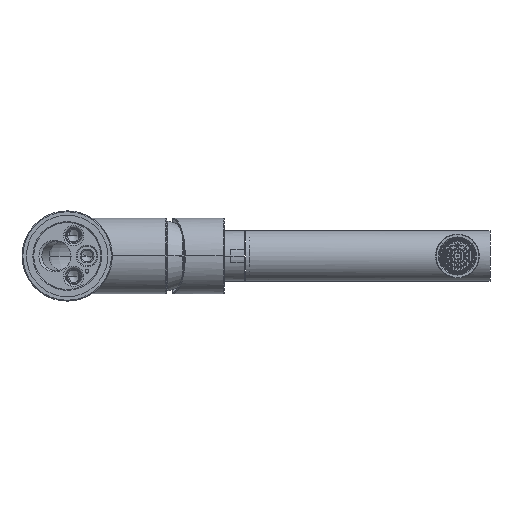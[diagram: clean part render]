
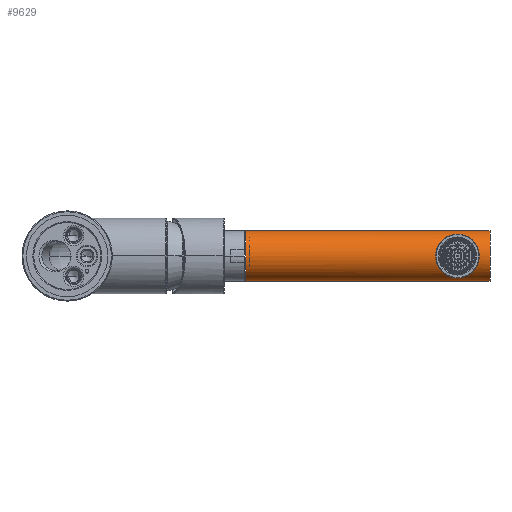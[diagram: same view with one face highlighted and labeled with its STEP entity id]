
A CAD part, front view. The second image highlights one B-rep face of the part: STEP entity #9629.
In plain terms, the highlighted cylindrical face has radius 13.95 mm (diameter 27.9 mm), a partial arc.
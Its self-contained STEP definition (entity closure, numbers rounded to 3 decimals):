
#8801=CARTESIAN_POINT('',(0.,0.,-135.));
#8802=DIRECTION('',(0.,0.,1.));
#8803=DIRECTION('',(1.,0.,0.));
#8804=AXIS2_PLACEMENT_3D('',#8801,#8802,#8803);
#8821=DIRECTION('',(0.,0.,-1.));
#8822=VECTOR('',#8821,135.);
#8823=CARTESIAN_POINT('',(-13.95,0.,0.));
#8824=LINE('',#8823,#8822);
#8825=CARTESIAN_POINT('',(0.,13.95,-5.9));
#8826=CARTESIAN_POINT('',(0.321,13.95,-5.9));
#8827=CARTESIAN_POINT('',(0.966,13.928,
-5.926));
#8828=CARTESIAN_POINT('',(1.931,13.827,-6.042));
#8829=CARTESIAN_POINT('',(2.9,13.657,-6.239));
#8830=CARTESIAN_POINT('',(3.868,13.416,-6.52));
#8831=CARTESIAN_POINT('',(4.835,13.099,-6.892));
#8832=CARTESIAN_POINT('',(5.797,12.703,-7.36));
#8833=CARTESIAN_POINT('',(6.749,12.225,-7.936));
#8834=CARTESIAN_POINT('',(7.677,11.665,-8.623));
#8835=CARTESIAN_POINT('',(8.569,11.026,-9.428));
#8836=CARTESIAN_POINT('',(9.407,10.32,-10.354));
#8837=CARTESIAN_POINT('',(10.158,9.579,-11.386));
#8838=CARTESIAN_POINT('',(10.77,8.88,-12.442));
#8839=CARTESIAN_POINT('',(11.238,8.274,-13.473));
#8840=CARTESIAN_POINT('',(11.574,7.793,-14.428));
#8841=CARTESIAN_POINT('',(11.807,7.432,-15.308));
#8842=CARTESIAN_POINT('',(11.963,7.178,-16.124));
#8843=CARTESIAN_POINT('',(12.057,7.017,-16.891));
#8844=CARTESIAN_POINT('',(12.101,6.94,-17.622));
#8845=CARTESIAN_POINT('',(12.102,6.938,-18.349));
#8846=CARTESIAN_POINT('',(12.059,7.013,-19.084));
#8847=CARTESIAN_POINT('',(11.968,7.169,-19.841));
#8848=CARTESIAN_POINT('',(11.816,7.418,-20.655));
#8849=CARTESIAN_POINT('',(11.584,7.778,-21.539));
#8850=CARTESIAN_POINT('',(11.247,8.261,-22.505));
#8851=CARTESIAN_POINT('',(10.777,8.872,-23.545));
#8852=CARTESIAN_POINT('',(10.161,9.576,-24.611));
#8853=CARTESIAN_POINT('',(9.408,10.319,-25.645));
#8854=CARTESIAN_POINT('',(8.572,11.024,-26.569));
#8855=CARTESIAN_POINT('',(7.679,11.663,-27.376));
#8856=CARTESIAN_POINT('',(6.75,12.224,-28.064));
#8857=CARTESIAN_POINT('',(5.8,12.702,-28.638));
#8858=CARTESIAN_POINT('',(4.837,13.098,-29.108));
#8859=CARTESIAN_POINT('',(3.87,13.415,-29.479));
#8860=CARTESIAN_POINT('',(2.901,13.657,-29.761));
#8861=CARTESIAN_POINT('',(1.932,13.827,-29.958));
#8862=CARTESIAN_POINT('',(0.966,13.928,
-30.074));
#8863=CARTESIAN_POINT('',(0.321,13.95,-30.1));
#8864=CARTESIAN_POINT('',(0.,13.95,-30.1));
#8866=DIRECTION('',(0.,0.,-1.));
#8867=VECTOR('',#8866,135.);
#8868=CARTESIAN_POINT('',(13.95,0.,0.));
#8869=LINE('',#8868,#8867);
#8875=CARTESIAN_POINT('',(0.,0.,0.));
#8876=DIRECTION('',(0.,0.,-1.));
#8877=DIRECTION('',(-1.,0.,0.));
#8878=AXIS2_PLACEMENT_3D('',#8875,#8876,#8877);
#8880=CARTESIAN_POINT('',(0.,13.95,-5.9));
#8881=CARTESIAN_POINT('',(-0.321,13.95,-5.9));
#8882=CARTESIAN_POINT('',(-0.966,13.928,
-5.926));
#8883=CARTESIAN_POINT('',(-1.932,13.827,
-6.042));
#8884=CARTESIAN_POINT('',(-2.9,13.657,
-6.239));
#8885=CARTESIAN_POINT('',(-3.869,13.415,
-6.52));
#8886=CARTESIAN_POINT('',(-4.836,13.098,
-6.892));
#8887=CARTESIAN_POINT('',(-5.798,12.703,
-7.361));
#8888=CARTESIAN_POINT('',(-6.749,12.224,
-7.936));
#8889=CARTESIAN_POINT('',(-7.678,11.664,
-8.623));
#8890=CARTESIAN_POINT('',(-8.57,11.026,
-9.429));
#8891=CARTESIAN_POINT('',(-9.407,10.32,
-10.354));
#8892=CARTESIAN_POINT('',(-10.159,9.577,
-11.387));
#8893=CARTESIAN_POINT('',(-10.771,8.879,
-12.444));
#8894=CARTESIAN_POINT('',(-11.238,8.274,
-13.473));
#8895=CARTESIAN_POINT('',(-11.573,7.794,
-14.426));
#8896=CARTESIAN_POINT('',(-11.806,7.434,
-15.304));
#8897=CARTESIAN_POINT('',(-11.962,7.179,
-16.118));
#8898=CARTESIAN_POINT('',(-12.056,7.018,
-16.887));
#8899=CARTESIAN_POINT('',(-12.101,6.94,
-17.618));
#8900=CARTESIAN_POINT('',(-12.102,6.938,
-18.344));
#8901=CARTESIAN_POINT('',(-12.059,7.013,
-19.079));
#8902=CARTESIAN_POINT('',(-11.969,7.167,
-19.836));
#8903=CARTESIAN_POINT('',(-11.817,7.416,
-20.648));
#8904=CARTESIAN_POINT('',(-11.586,7.775,
-21.533));
#8905=CARTESIAN_POINT('',(-11.249,8.259,
-22.502));
#8906=CARTESIAN_POINT('',(-10.778,8.871,
-23.543));
#8907=CARTESIAN_POINT('',(-10.161,9.575,
-24.61));
#8908=CARTESIAN_POINT('',(-9.409,10.318,
-25.643));
#8909=CARTESIAN_POINT('',(-8.573,11.023,
-26.569));
#8910=CARTESIAN_POINT('',(-7.68,11.663,
-27.375));
#8911=CARTESIAN_POINT('',(-6.751,12.224,
-28.063));
#8912=CARTESIAN_POINT('',(-5.801,12.701,
-28.638));
#8913=CARTESIAN_POINT('',(-4.837,13.098,
-29.108));
#8914=CARTESIAN_POINT('',(-3.871,13.415,
-29.479));
#8915=CARTESIAN_POINT('',(-2.901,13.657,
-29.761));
#8916=CARTESIAN_POINT('',(-1.932,13.827,
-29.958));
#8917=CARTESIAN_POINT('',(-0.966,13.928,
-30.074));
#8918=CARTESIAN_POINT('',(-0.321,13.95,-30.1));
#8919=CARTESIAN_POINT('',(0.,13.95,-30.1));
#9464=CARTESIAN_POINT('',(13.95,0.,-135.));
#9465=CARTESIAN_POINT('',(-13.95,0.,-135.));
#9466=VERTEX_POINT('',#9464);
#9467=VERTEX_POINT('',#9465);
#9472=CARTESIAN_POINT('',(-13.95,0.,0.));
#9473=VERTEX_POINT('',#9472);
#9474=CARTESIAN_POINT('',(13.95,0.,0.));
#9475=VERTEX_POINT('',#9474);
#9476=VERTEX_POINT('',#8880);
#9477=VERTEX_POINT('',#8919);
#9609=CARTESIAN_POINT('',(0.,0.,6.75));
#9610=DIRECTION('',(0.,0.,-1.));
#9611=DIRECTION('',(1.,0.,0.));
#9612=AXIS2_PLACEMENT_3D('',#9609,#9610,#9611);
#9613=CYLINDRICAL_SURFACE('',#9612,13.95);
#9615=ORIENTED_EDGE('',*,*,#9614,.T.);
#9616=ORIENTED_EDGE('',*,*,#9596,.F.);
#9618=ORIENTED_EDGE('',*,*,#9617,.F.);
#9620=ORIENTED_EDGE('',*,*,#9619,.F.);
#9621=EDGE_LOOP('',(#9615,#9616,#9618,#9620));
#9622=FACE_OUTER_BOUND('',#9621,.F.);
#9624=ORIENTED_EDGE('',*,*,#9623,.F.);
#9626=ORIENTED_EDGE('',*,*,#9625,.T.);
#9627=EDGE_LOOP('',(#9624,#9626));
#9628=FACE_BOUND('',#9627,.F.);
#9629=ADVANCED_FACE('',(#9622,#9628),#9613,.T.);
#8805=CIRCLE('',#8804,13.95);
#8865=B_SPLINE_CURVE_WITH_KNOTS('',3,(#8825,#8826,#8827,#8828,#8829,#8830,#8831,
#8832,#8833,#8834,#8835,#8836,#8837,#8838,#8839,#8840,#8841,#8842,#8843,#8844,
#8845,#8846,#8847,#8848,#8849,#8850,#8851,#8852,#8853,#8854,#8855,#8856,#8857,
#8858,#8859,#8860,#8861,#8862,#8863,#8864),.UNSPECIFIED.,.F.,.F.,(4,1,1,1,1,1,1,
1,1,1,1,1,1,1,1,1,1,1,1,1,1,1,1,1,1,1,1,1,1,1,1,1,1,1,1,1,1,4),(0.,
0.027,0.054,0.081,0.108,
0.135,0.162,0.189,0.216,
0.243,0.27,0.297,0.324,
0.351,0.378,0.405,0.432,
0.459,0.486,0.514,0.541,
0.568,0.595,0.622,0.649,
0.676,0.703,0.73,0.757,
0.784,0.811,0.838,0.865,
0.892,0.919,0.946,0.973,1.),
.UNSPECIFIED.);
#8879=CIRCLE('',#8878,13.95);
#8920=B_SPLINE_CURVE_WITH_KNOTS('',3,(#8880,#8881,#8882,#8883,#8884,#8885,#8886,
#8887,#8888,#8889,#8890,#8891,#8892,#8893,#8894,#8895,#8896,#8897,#8898,#8899,
#8900,#8901,#8902,#8903,#8904,#8905,#8906,#8907,#8908,#8909,#8910,#8911,#8912,
#8913,#8914,#8915,#8916,#8917,#8918,#8919),.UNSPECIFIED.,.F.,.F.,(4,1,1,1,1,1,1,
1,1,1,1,1,1,1,1,1,1,1,1,1,1,1,1,1,1,1,1,1,1,1,1,1,1,1,1,1,1,4),(0.,
0.027,0.054,0.081,0.108,
0.135,0.162,0.189,0.216,
0.243,0.27,0.297,0.324,
0.351,0.378,0.405,0.432,
0.459,0.486,0.514,0.541,
0.568,0.595,0.622,0.649,
0.676,0.703,0.73,0.757,
0.784,0.811,0.838,0.865,
0.892,0.919,0.946,0.973,1.),
.UNSPECIFIED.);
#9596=EDGE_CURVE('',#9466,#9467,#8805,.T.);
#9614=EDGE_CURVE('',#9473,#9467,#8824,.T.);
#9617=EDGE_CURVE('',#9475,#9466,#8869,.T.);
#9619=EDGE_CURVE('',#9473,#9475,#8879,.T.);
#9623=EDGE_CURVE('',#9476,#9477,#8920,.T.);
#9625=EDGE_CURVE('',#9476,#9477,#8865,.T.);
